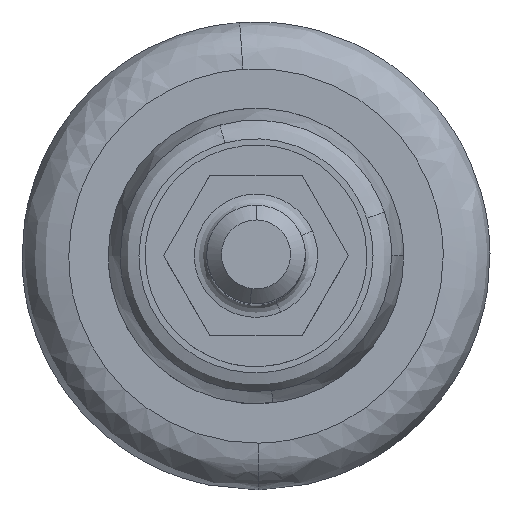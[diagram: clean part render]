
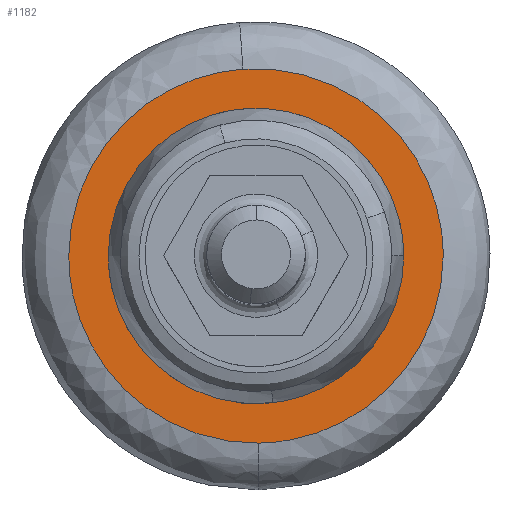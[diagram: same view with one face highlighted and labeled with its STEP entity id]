
A CAD part, top view. The second image highlights one B-rep face of the part: STEP entity #1182.
In plain terms, the highlighted free-form (B-spline) face has degree [1, 1] with [2, 2] control points.
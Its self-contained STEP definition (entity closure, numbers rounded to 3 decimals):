
#751=CARTESIAN_POINT('',(0.733,-11.978,7.6));
#752=VERTEX_POINT('',#751);
#758=CARTESIAN_POINT('',(12.0,0.0,7.6));
#759=VERTEX_POINT('',#758);
#760=CARTESIAN_POINT('',(12.0,0.0,7.6));
#761=CARTESIAN_POINT('',(12.0,-11.288,7.6));
#762=CARTESIAN_POINT('',(0.733,-11.978,7.6));
#770=(BOUNDED_CURVE()B_SPLINE_CURVE(2,(#760,#761,#762),.UNSPECIFIED.,.F.,.U.)B_SPLINE_CURVE_WITH_KNOTS((3,3),(0.5,0.739),.UNSPECIFIED.)CURVE()GEOMETRIC_REPRESENTATION_ITEM()RATIONAL_B_SPLINE_CURVE((1.0,0.72,0.976))REPRESENTATION_ITEM(''));
#771=EDGE_CURVE('',#759,#752,#770,.T.);
#773=CARTESIAN_POINT('',(-1.416,11.916,7.6));
#774=VERTEX_POINT('',#773);
#775=CARTESIAN_POINT('',(-1.416,11.916,7.6));
#776=CARTESIAN_POINT('',(-0.711,12.,7.6));
#777=CARTESIAN_POINT('',(0.0,12.0,7.6));
#778=CARTESIAN_POINT('',(12.0,12.0,7.6));
#779=CARTESIAN_POINT('',(12.0,0.0,7.6));
#787=(BOUNDED_CURVE()B_SPLINE_CURVE(2,(#775,#776,#777,#778,#779),.UNSPECIFIED.,.F.,.U.)B_SPLINE_CURVE_WITH_KNOTS((3,2,3),(0.23,0.25,0.5),.UNSPECIFIED.)CURVE()GEOMETRIC_REPRESENTATION_ITEM()RATIONAL_B_SPLINE_CURVE((0.956,0.976,1.0,0.707,1.0))REPRESENTATION_ITEM(''));
#788=EDGE_CURVE('',#774,#759,#787,.T.);
#832=CARTESIAN_POINT('',(-12.0,0.0,7.6));
#833=VERTEX_POINT('',#832);
#834=CARTESIAN_POINT('',(-12.0,0.0,7.6));
#835=CARTESIAN_POINT('',(-12.0,10.658,7.6));
#836=CARTESIAN_POINT('',(-1.416,11.916,7.6));
#844=(BOUNDED_CURVE()B_SPLINE_CURVE(2,(#834,#835,#836),.UNSPECIFIED.,.F.,.U.)B_SPLINE_CURVE_WITH_KNOTS((3,3),(0.0,0.23),.UNSPECIFIED.)CURVE()GEOMETRIC_REPRESENTATION_ITEM()RATIONAL_B_SPLINE_CURVE((1.0,0.731,0.956))REPRESENTATION_ITEM(''));
#845=EDGE_CURVE('',#833,#774,#844,.T.);
#847=CARTESIAN_POINT('',(0.733,-11.978,7.6));
#848=CARTESIAN_POINT('',(0.367,-12.0,7.6));
#849=CARTESIAN_POINT('',(0.0,-12.0,7.6));
#850=CARTESIAN_POINT('',(-12.0,-12.0,7.6));
#851=CARTESIAN_POINT('',(-12.0,0.0,7.6));
#859=(BOUNDED_CURVE()B_SPLINE_CURVE(2,(#847,#848,#849,#850,#851),.UNSPECIFIED.,.F.,.U.)B_SPLINE_CURVE_WITH_KNOTS((3,2,3),(0.739,0.75,1.0),.UNSPECIFIED.)CURVE()GEOMETRIC_REPRESENTATION_ITEM()RATIONAL_B_SPLINE_CURVE((0.976,0.988,1.0,0.707,1.0))REPRESENTATION_ITEM(''));
#860=EDGE_CURVE('',#752,#833,#859,.T.);
#943=CARTESIAN_POINT('',(-1.06,15.163,7.6));
#944=VERTEX_POINT('',#943);
#960=CARTESIAN_POINT('',(15.2,0.0,7.6));
#961=VERTEX_POINT('',#960);
#962=CARTESIAN_POINT('',(-1.06,15.163,7.6));
#963=CARTESIAN_POINT('',(-0.531,15.2,7.6));
#964=CARTESIAN_POINT('',(0.0,15.2,7.6));
#965=CARTESIAN_POINT('',(15.2,15.2,7.6));
#966=CARTESIAN_POINT('',(15.2,0.0,7.6));
#974=(BOUNDED_CURVE()B_SPLINE_CURVE(2,(#962,#963,#964,#965,#966),.UNSPECIFIED.,.F.,.U.)B_SPLINE_CURVE_WITH_KNOTS((3,2,3),(0.238,0.25,0.5),.UNSPECIFIED.)CURVE()GEOMETRIC_REPRESENTATION_ITEM()RATIONAL_B_SPLINE_CURVE((0.973,0.986,1.0,0.707,1.0))REPRESENTATION_ITEM(''));
#975=EDGE_CURVE('',#944,#961,#974,.T.);
#977=CARTESIAN_POINT('',(0.191,-15.199,7.6));
#978=VERTEX_POINT('',#977);
#979=CARTESIAN_POINT('',(15.2,0.0,7.6));
#980=CARTESIAN_POINT('',(15.2,-15.01,7.6));
#981=CARTESIAN_POINT('',(0.191,-15.199,7.6));
#989=(BOUNDED_CURVE()B_SPLINE_CURVE(2,(#979,#980,#981),.UNSPECIFIED.,.F.,.U.)B_SPLINE_CURVE_WITH_KNOTS((3,3),(0.5,0.748),.UNSPECIFIED.)CURVE()GEOMETRIC_REPRESENTATION_ITEM()RATIONAL_B_SPLINE_CURVE((1.0,0.71,0.995))REPRESENTATION_ITEM(''));
#990=EDGE_CURVE('',#961,#978,#989,.T.);
#1089=CARTESIAN_POINT('',(-15.2,0.0,7.6));
#1090=VERTEX_POINT('',#1089);
#1091=CARTESIAN_POINT('',(0.191,-15.199,7.6));
#1092=CARTESIAN_POINT('',(0.096,-15.2,7.6));
#1093=CARTESIAN_POINT('',(0.0,-15.2,7.6));
#1094=CARTESIAN_POINT('',(-15.2,-15.2,7.6));
#1095=CARTESIAN_POINT('',(-15.2,0.0,7.6));
#1103=(BOUNDED_CURVE()B_SPLINE_CURVE(2,(#1091,#1092,#1093,#1094,#1095),.UNSPECIFIED.,.F.,.U.)B_SPLINE_CURVE_WITH_KNOTS((3,2,3),(0.748,0.75,1.0),.UNSPECIFIED.)CURVE()GEOMETRIC_REPRESENTATION_ITEM()RATIONAL_B_SPLINE_CURVE((0.995,0.997,1.0,0.707,1.0))REPRESENTATION_ITEM(''));
#1104=EDGE_CURVE('',#978,#1090,#1103,.T.);
#1106=CARTESIAN_POINT('',(-15.2,0.0,7.6));
#1107=CARTESIAN_POINT('',(-15.2,14.175,7.6));
#1108=CARTESIAN_POINT('',(-1.06,15.163,7.6));
#1116=(BOUNDED_CURVE()B_SPLINE_CURVE(2,(#1106,#1107,#1108),.UNSPECIFIED.,.F.,.U.)B_SPLINE_CURVE_WITH_KNOTS((3,3),(0.0,0.238),.UNSPECIFIED.)CURVE()GEOMETRIC_REPRESENTATION_ITEM()RATIONAL_B_SPLINE_CURVE((1.0,0.721,0.973))REPRESENTATION_ITEM(''));
#1117=EDGE_CURVE('',#1090,#944,#1116,.T.);
#1165=CARTESIAN_POINT('',(16.718,-16.717,7.6));
#1166=CARTESIAN_POINT('',(-16.718,-16.717,7.6));
#1167=CARTESIAN_POINT('',(16.718,16.717,7.6));
#1168=CARTESIAN_POINT('',(-16.718,16.717,7.6));
#1169=B_SPLINE_SURFACE_WITH_KNOTS('',1,1,((#1165,#1167),(#1166,#1168)),.UNSPECIFIED.,.F.,.F.,.U.,(2,2),(2,2),(0.0,33.437),(0.0,33.434),.UNSPECIFIED.);
#1170=ORIENTED_EDGE('',*,*,#1104,.F.);
#1171=ORIENTED_EDGE('',*,*,#990,.F.);
#1172=ORIENTED_EDGE('',*,*,#975,.F.);
#1173=ORIENTED_EDGE('',*,*,#1117,.F.);
#1174=EDGE_LOOP('',(#1170,#1171,#1172,#1173));
#1175=FACE_OUTER_BOUND('',#1174,.T.);
#1176=ORIENTED_EDGE('',*,*,#771,.T.);
#1177=ORIENTED_EDGE('',*,*,#860,.T.);
#1178=ORIENTED_EDGE('',*,*,#845,.T.);
#1179=ORIENTED_EDGE('',*,*,#788,.T.);
#1180=EDGE_LOOP('',(#1176,#1177,#1178,#1179));
#1181=FACE_BOUND('',#1180,.T.);
#1182=ADVANCED_FACE('',(#1175,#1181),#1169,.F.);
